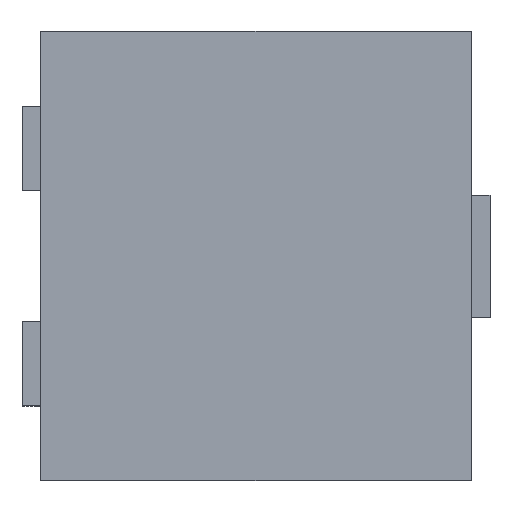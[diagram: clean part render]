
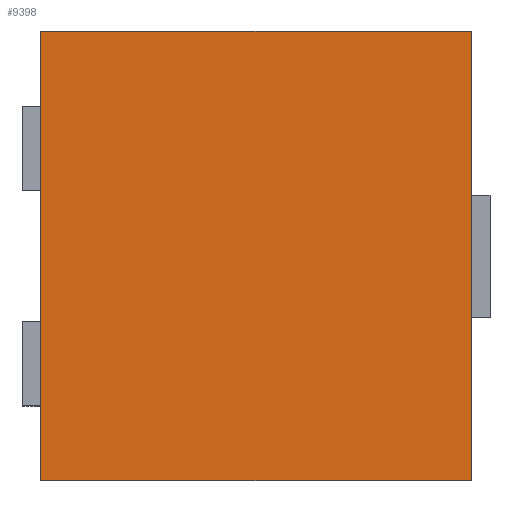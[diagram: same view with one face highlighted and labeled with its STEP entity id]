
A CAD part, top view. The second image highlights one B-rep face of the part: STEP entity #9398.
In plain terms, the highlighted planar face has unit normal (0, 0, 1).
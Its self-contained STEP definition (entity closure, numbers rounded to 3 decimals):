
#298 = CARTESIAN_POINT ( 'NONE',  ( -2.3, 2.4, 3.51 ) ) ;
#656 = PLANE ( 'NONE',  #7569 ) ;
#724 = EDGE_CURVE ( 'NONE', #7657, #7432, #5389, .T. ) ;
#830 = LINE ( 'NONE', #4784, #12511 ) ;
#973 = CARTESIAN_POINT ( 'NONE',  ( 2.3, 2.4, 3.51 ) ) ;
#1111 = ORIENTED_EDGE ( 'NONE', *, *, #2414, .T. ) ;
#1379 = CARTESIAN_POINT ( 'NONE',  ( -2.3, 2.4, 3.51 ) ) ;
#1784 = CARTESIAN_POINT ( 'NONE',  ( 0., 0., 3.51 ) ) ;
#2067 = ORIENTED_EDGE ( 'NONE', *, *, #724, .T. ) ;
#2414 = EDGE_CURVE ( 'NONE', #2580, #7657, #6773, .T. ) ;
#2580 = VERTEX_POINT ( 'NONE', #973 ) ;
#2611 = EDGE_LOOP ( 'NONE', ( #3010, #1111, #2067, #5218 ) ) ;
#2702 = DIRECTION ( 'NONE',  ( 0., 1., 0. ) ) ;
#3010 = ORIENTED_EDGE ( 'NONE', *, *, #6249, .T. ) ;
#3673 = DIRECTION ( 'NONE',  ( 0., 0., 1. ) ) ;
#3908 = VECTOR ( 'NONE', #10795, 1000. ) ;
#4784 = CARTESIAN_POINT ( 'NONE',  ( 2.3, 2.4, 3.51 ) ) ;
#5218 = ORIENTED_EDGE ( 'NONE', *, *, #12526, .T. ) ;
#5389 = LINE ( 'NONE', #298, #6808 ) ;
#6118 = VERTEX_POINT ( 'NONE', #10176 ) ;
#6249 = EDGE_CURVE ( 'NONE', #6118, #2580, #830, .T. ) ;
#6413 = LINE ( 'NONE', #12689, #6990 ) ;
#6773 = LINE ( 'NONE', #10865, #3908 ) ;
#6808 = VECTOR ( 'NONE', #9479, 1000. ) ;
#6954 = DIRECTION ( 'NONE',  ( 1., 0., 0. ) ) ;
#6990 = VECTOR ( 'NONE', #10766, 1000. ) ;
#7432 = VERTEX_POINT ( 'NONE', #9045 ) ;
#7569 = AXIS2_PLACEMENT_3D ( 'NONE', #1784, #3673, #6954 ) ;
#7657 = VERTEX_POINT ( 'NONE', #1379 ) ;
#9045 = CARTESIAN_POINT ( 'NONE',  ( -2.3, -2.4, 3.51 ) ) ;
#9398 = ADVANCED_FACE ( 'NONE', ( #11102 ), #656, .T. ) ;
#9479 = DIRECTION ( 'NONE',  ( 0., -1., 0. ) ) ;
#10176 = CARTESIAN_POINT ( 'NONE',  ( 2.3, -2.4, 3.51 ) ) ;
#10766 = DIRECTION ( 'NONE',  ( 1., 0., 0. ) ) ;
#10795 = DIRECTION ( 'NONE',  ( -1., 0., 0. ) ) ;
#10865 = CARTESIAN_POINT ( 'NONE',  ( -2.3, 2.4, 3.51 ) ) ;
#11102 = FACE_OUTER_BOUND ( 'NONE', #2611, .T. ) ;
#12511 = VECTOR ( 'NONE', #2702, 1000. ) ;
#12526 = EDGE_CURVE ( 'NONE', #7432, #6118, #6413, .T. ) ;
#12689 = CARTESIAN_POINT ( 'NONE',  ( -2.3, -2.4, 3.51 ) ) ;
